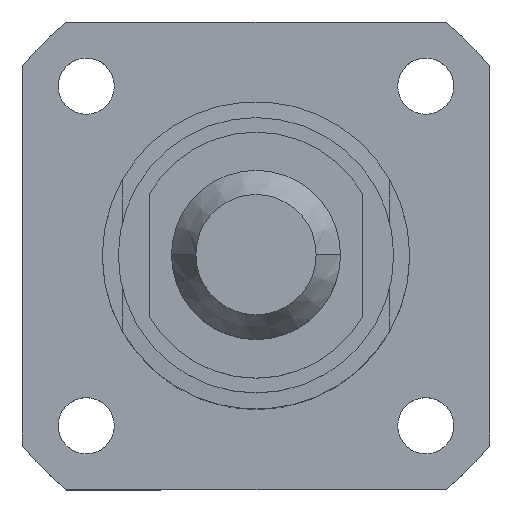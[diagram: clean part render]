
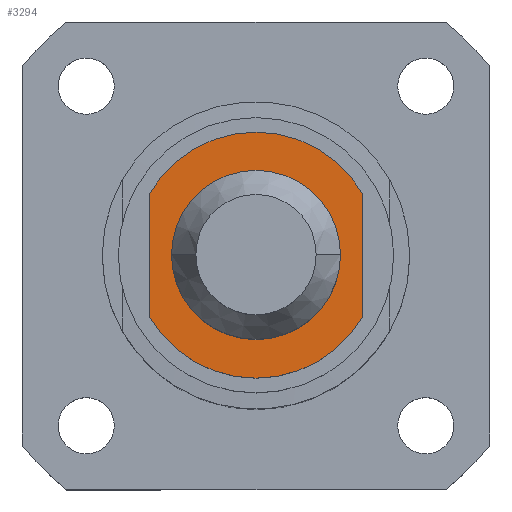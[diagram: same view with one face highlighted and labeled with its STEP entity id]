
A CAD part, top view. The second image highlights one B-rep face of the part: STEP entity #3294.
In plain terms, the highlighted planar face has unit normal (0, 0, 1).
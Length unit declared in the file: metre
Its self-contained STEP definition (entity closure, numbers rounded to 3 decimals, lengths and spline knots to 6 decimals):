
#54 = CIRCLE ( 'NONE', #1210, 0.0046 ) ;
#135 = DIRECTION ( 'NONE',  ( -1., 0., 0. ) ) ;
#179 = PLANE ( 'NONE',  #3802 ) ;
#247 = CARTESIAN_POINT ( 'NONE',  ( -0.003975, -0.002315, 0.01663 ) ) ;
#252 = CARTESIAN_POINT ( 'NONE',  ( 0.00316, 0., 0.01663 ) ) ;
#266 = AXIS2_PLACEMENT_3D ( 'NONE', #3565, #1695, #3903 ) ;
#395 = DIRECTION ( 'NONE',  ( 0., 0., -1. ) ) ;
#404 = LINE ( 'NONE', #1221, #1352 ) ;
#489 = CARTESIAN_POINT ( 'NONE',  ( -0.003975, 0.002315, 0.01663 ) ) ;
#524 = FACE_OUTER_BOUND ( 'NONE', #3138, .T. ) ;
#551 = ORIENTED_EDGE ( 'NONE', *, *, #3469, .F. ) ;
#879 = CIRCLE ( 'NONE', #2971, 0.00316 ) ;
#972 = EDGE_CURVE ( 'NONE', #3685, #3623, #3351, .T. ) ;
#1128 = CARTESIAN_POINT ( 'NONE',  ( 0., 0., 0.01663 ) ) ;
#1210 = AXIS2_PLACEMENT_3D ( 'NONE', #1128, #3280, #1415 ) ;
#1221 = CARTESIAN_POINT ( 'NONE',  ( -0.003975, 0.005, 0.01663 ) ) ;
#1241 = EDGE_CURVE ( 'NONE', #3685, #3460, #2149, .T. ) ;
#1260 = CARTESIAN_POINT ( 'NONE',  ( 0.003975, -0.002315, 0.01663 ) ) ;
#1300 = FACE_BOUND ( 'NONE', #2504, .T. ) ;
#1349 = DIRECTION ( 'NONE',  ( 0., 0., 1. ) ) ;
#1352 = VECTOR ( 'NONE', #3044, 1. ) ;
#1408 = VERTEX_POINT ( 'NONE', #252 ) ;
#1415 = DIRECTION ( 'NONE',  ( -1., 0., 0. ) ) ;
#1572 = CIRCLE ( 'NONE', #266, 0.00316 ) ;
#1695 = DIRECTION ( 'NONE',  ( 0., 0., -1. ) ) ;
#1699 = CARTESIAN_POINT ( 'NONE',  ( 0.003975, -0.005, 0.01663 ) ) ;
#1904 = DIRECTION ( 'NONE',  ( 0., 0., -1. ) ) ;
#1921 = EDGE_CURVE ( 'NONE', #2563, #3460, #404, .T. ) ;
#2149 = CIRCLE ( 'NONE', #2233, 0.0046 ) ;
#2152 = CARTESIAN_POINT ( 'NONE',  ( 0., 0., 0.01663 ) ) ;
#2233 = AXIS2_PLACEMENT_3D ( 'NONE', #2152, #395, #2454 ) ;
#2354 = CARTESIAN_POINT ( 'NONE',  ( -0.00316, 0., 0.01663 ) ) ;
#2454 = DIRECTION ( 'NONE',  ( -1., 0., 0. ) ) ;
#2459 = ORIENTED_EDGE ( 'NONE', *, *, #1921, .T. ) ;
#2497 = ORIENTED_EDGE ( 'NONE', *, *, #1241, .F. ) ;
#2504 = EDGE_LOOP ( 'NONE', ( #2506, #3237 ) ) ;
#2506 = ORIENTED_EDGE ( 'NONE', *, *, #2618, .T. ) ;
#2563 = VERTEX_POINT ( 'NONE', #489 ) ;
#2618 = EDGE_CURVE ( 'NONE', #3868, #1408, #1572, .T. ) ;
#2692 = ORIENTED_EDGE ( 'NONE', *, *, #972, .T. ) ;
#2745 = CARTESIAN_POINT ( 'NONE',  ( 0.003975, 0.002315, 0.01663 ) ) ;
#2905 = VECTOR ( 'NONE', #3262, 1. ) ;
#2971 = AXIS2_PLACEMENT_3D ( 'NONE', #3797, #1904, #135 ) ;
#3044 = DIRECTION ( 'NONE',  ( 0., -1., 0. ) ) ;
#3138 = EDGE_LOOP ( 'NONE', ( #551, #2459, #2497, #2692 ) ) ;
#3198 = CARTESIAN_POINT ( 'NONE',  ( 0., 0.0046, 0.01663 ) ) ;
#3237 = ORIENTED_EDGE ( 'NONE', *, *, #3774, .T. ) ;
#3262 = DIRECTION ( 'NONE',  ( 0., 1., 0. ) ) ;
#3280 = DIRECTION ( 'NONE',  ( 0., 0., -1. ) ) ;
#3294 = ADVANCED_FACE ( 'NONE', ( #1300, #524 ), #179, .T. ) ;
#3351 = LINE ( 'NONE', #1699, #2905 ) ;
#3460 = VERTEX_POINT ( 'NONE', #247 ) ;
#3469 = EDGE_CURVE ( 'NONE', #2563, #3623, #54, .T. ) ;
#3525 = DIRECTION ( 'NONE',  ( 1., 0., 0. ) ) ;
#3565 = CARTESIAN_POINT ( 'NONE',  ( 0., 0., 0.01663 ) ) ;
#3623 = VERTEX_POINT ( 'NONE', #2745 ) ;
#3685 = VERTEX_POINT ( 'NONE', #1260 ) ;
#3774 = EDGE_CURVE ( 'NONE', #1408, #3868, #879, .T. ) ;
#3797 = CARTESIAN_POINT ( 'NONE',  ( 0., 0., 0.01663 ) ) ;
#3802 = AXIS2_PLACEMENT_3D ( 'NONE', #3198, #1349, #3525 ) ;
#3868 = VERTEX_POINT ( 'NONE', #2354 ) ;
#3903 = DIRECTION ( 'NONE',  ( -1., 0., 0. ) ) ;
